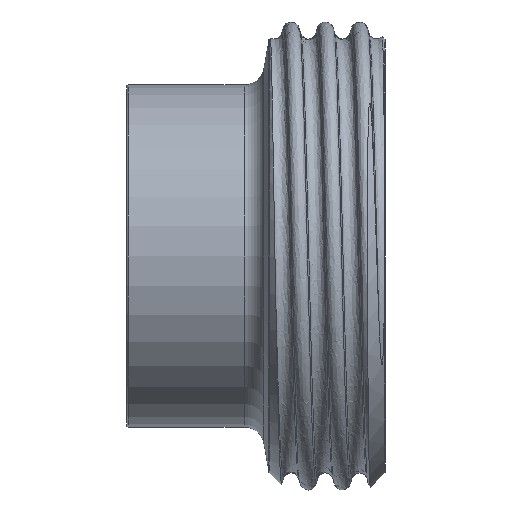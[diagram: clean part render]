
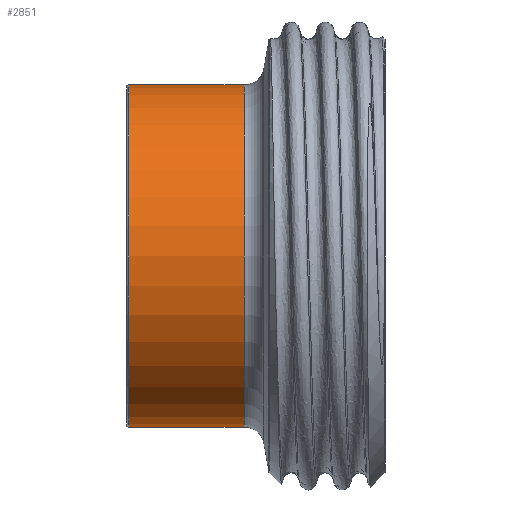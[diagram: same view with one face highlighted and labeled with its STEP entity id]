
A CAD part, front view. The second image highlights one B-rep face of the part: STEP entity #2851.
In plain terms, the highlighted cylindrical face has radius 21.2 mm (diameter 42.4 mm), a partial arc.
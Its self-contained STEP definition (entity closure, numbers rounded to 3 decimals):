
#78 = CARTESIAN_POINT ( 'NONE',  ( -31.8, 0., 0. ) ) ;
#136 = EDGE_CURVE ( 'NONE', #1268, #7981, #12034, .T. ) ;
#235 = ORIENTED_EDGE ( 'NONE', *, *, #7280, .T. ) ;
#805 = AXIS2_PLACEMENT_3D ( 'NONE', #7262, #8752, #19355 ) ;
#911 = ORIENTED_EDGE ( 'NONE', *, *, #12849, .F. ) ;
#1268 = VERTEX_POINT ( 'NONE', #18076 ) ;
#1458 = EDGE_LOOP ( 'NONE', ( #15698, #235, #2385, #911 ) ) ;
#1664 = VECTOR ( 'NONE', #17706, 1000. ) ;
#2076 = CARTESIAN_POINT ( 'NONE',  ( -17.475, 0., -21.2 ) ) ;
#2385 = ORIENTED_EDGE ( 'NONE', *, *, #10879, .T. ) ;
#2460 = DIRECTION ( 'NONE',  ( 0., 0., -1. ) ) ;
#2529 = CIRCLE ( 'NONE', #15202, 21.2 ) ;
#2851 = ADVANCED_FACE ( 'NONE', ( #5748 ), #10669, .T. ) ;
#3127 = AXIS2_PLACEMENT_3D ( 'NONE', #16124, #8672, #2460 ) ;
#4239 = CARTESIAN_POINT ( 'NONE',  ( 0., 0., 21.2 ) ) ;
#5748 = FACE_OUTER_BOUND ( 'NONE', #1458, .T. ) ;
#5819 = DIRECTION ( 'NONE',  ( 1., 0., 0. ) ) ;
#6732 = VERTEX_POINT ( 'NONE', #2076 ) ;
#7262 = CARTESIAN_POINT ( 'NONE',  ( -17.475, 0., 0. ) ) ;
#7280 = EDGE_CURVE ( 'NONE', #1268, #7989, #2529, .T. ) ;
#7981 = VERTEX_POINT ( 'NONE', #18838 ) ;
#7989 = VERTEX_POINT ( 'NONE', #14244 ) ;
#8672 = DIRECTION ( 'NONE',  ( 1., 0., 0. ) ) ;
#8752 = DIRECTION ( 'NONE',  ( 1., 0., 0. ) ) ;
#10485 = DIRECTION ( 'NONE',  ( 1., 0., 0. ) ) ;
#10669 = CYLINDRICAL_SURFACE ( 'NONE', #3127, 21.2 ) ;
#10879 = EDGE_CURVE ( 'NONE', #7989, #6732, #18965, .T. ) ;
#11353 = VECTOR ( 'NONE', #5819, 1000. ) ;
#12034 = LINE ( 'NONE', #4239, #1664 ) ;
#12849 = EDGE_CURVE ( 'NONE', #7981, #6732, #17957, .T. ) ;
#14244 = CARTESIAN_POINT ( 'NONE',  ( -31.8, 0., -21.2 ) ) ;
#14958 = CARTESIAN_POINT ( 'NONE',  ( 0., 0., -21.2 ) ) ;
#15202 = AXIS2_PLACEMENT_3D ( 'NONE', #78, #10485, #16383 ) ;
#15698 = ORIENTED_EDGE ( 'NONE', *, *, #136, .F. ) ;
#16124 = CARTESIAN_POINT ( 'NONE',  ( 0., 0., 0. ) ) ;
#16383 = DIRECTION ( 'NONE',  ( 0., 0., 1. ) ) ;
#17706 = DIRECTION ( 'NONE',  ( 1., 0., 0. ) ) ;
#17957 = CIRCLE ( 'NONE', #805, 21.2 ) ;
#18076 = CARTESIAN_POINT ( 'NONE',  ( -31.8, 0., 21.2 ) ) ;
#18838 = CARTESIAN_POINT ( 'NONE',  ( -17.475, 0., 21.2 ) ) ;
#18965 = LINE ( 'NONE', #14958, #11353 ) ;
#19355 = DIRECTION ( 'NONE',  ( 0., 0., -1. ) ) ;
